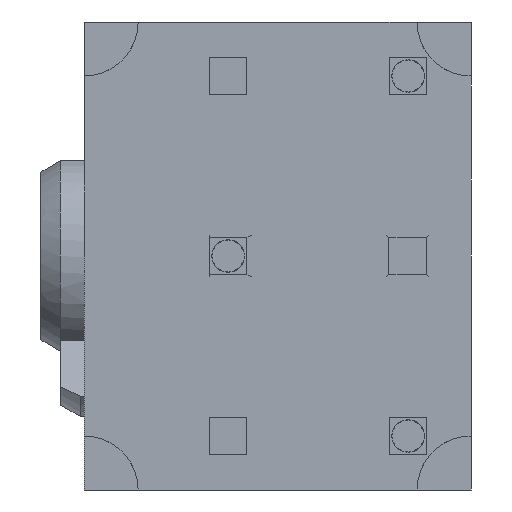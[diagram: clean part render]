
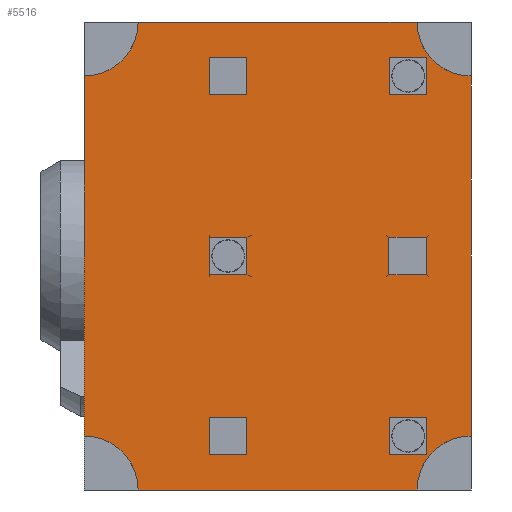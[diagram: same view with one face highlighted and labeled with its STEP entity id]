
A CAD part, left-side view. The second image highlights one B-rep face of the part: STEP entity #5516.
In plain terms, the highlighted free-form (B-spline) face has degree [1, 1] with [2, 2] control points.
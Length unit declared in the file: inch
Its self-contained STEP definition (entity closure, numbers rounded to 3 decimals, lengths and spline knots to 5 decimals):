
#15=DIRECTION('',(1.,0.,0.));
#16=VECTOR('',#15,0.2);
#17=CARTESIAN_POINT('',(-0.1,0.185,0.205));
#18=LINE('',#17,#16);
#73=CARTESIAN_POINT('',(-0.13,0.185,0.205));
#74=DIRECTION('',(0.,-1.,0.));
#75=DIRECTION('',(0.,0.,-1.));
#76=AXIS2_PLACEMENT_3D('',#73,#74,#75);
#81=CARTESIAN_POINT('',(-0.13,0.185,-0.01));
#82=DIRECTION('',(0.,-1.,0.));
#83=DIRECTION('',(1.,0.,0.));
#84=AXIS2_PLACEMENT_3D('',#81,#82,#83);
#89=CARTESIAN_POINT('',(0.13,0.185,-0.01));
#90=DIRECTION('',(0.,-1.,0.));
#91=DIRECTION('',(0.,0.,1.));
#92=AXIS2_PLACEMENT_3D('',#89,#90,#91);
#97=CARTESIAN_POINT('',(0.13,0.185,0.205));
#98=DIRECTION('',(0.,-1.,0.));
#99=DIRECTION('',(-1.,0.,0.));
#100=AXIS2_PLACEMENT_3D('',#97,#98,#99);
#105=DIRECTION('',(0.,0.,1.));
#106=VECTOR('',#105,0.021);
#107=CARTESIAN_POINT('',(0.0105,0.185,0.0595));
#108=LINE('',#107,#106);
#112=DIRECTION('',(1.,0.,0.));
#113=VECTOR('',#112,0.021);
#114=CARTESIAN_POINT('',(-0.0105,0.185,0.0595));
#115=LINE('',#114,#113);
#119=DIRECTION('',(0.,0.,-1.));
#120=VECTOR('',#119,0.021);
#121=CARTESIAN_POINT('',(-0.0105,0.185,0.0805));
#122=LINE('',#121,#120);
#126=DIRECTION('',(-1.,0.,0.));
#127=VECTOR('',#126,0.021);
#128=CARTESIAN_POINT('',(0.0105,0.185,0.0805));
#129=LINE('',#128,#127);
#133=DIRECTION('',(-1.,0.,0.));
#134=VECTOR('',#133,0.021);
#135=CARTESIAN_POINT('',(0.0105,0.185,0.1803));
#136=LINE('',#135,#134);
#140=DIRECTION('',(0.,0.,1.));
#141=VECTOR('',#140,0.021);
#142=CARTESIAN_POINT('',(0.0105,0.185,0.1593));
#143=LINE('',#142,#141);
#147=DIRECTION('',(1.,0.,0.));
#148=VECTOR('',#147,0.021);
#149=CARTESIAN_POINT('',(-0.0105,0.185,0.1593));
#150=LINE('',#149,#148);
#154=DIRECTION('',(0.,0.,-1.));
#155=VECTOR('',#154,0.021);
#156=CARTESIAN_POINT('',(-0.0105,0.185,0.1803));
#157=LINE('',#156,#155);
#161=DIRECTION('',(0.,0.,-1.));
#162=VECTOR('',#161,0.021);
#163=CARTESIAN_POINT('',(0.0895,0.185,0.0805));
#164=LINE('',#163,#162);
#168=DIRECTION('',(-1.,0.,0.));
#169=VECTOR('',#168,0.021);
#170=CARTESIAN_POINT('',(0.1105,0.185,0.0805));
#171=LINE('',#170,#169);
#175=DIRECTION('',(0.,0.,1.));
#176=VECTOR('',#175,0.021);
#177=CARTESIAN_POINT('',(0.1105,0.185,0.0595));
#178=LINE('',#177,#176);
#182=DIRECTION('',(1.,0.,0.));
#183=VECTOR('',#182,0.021);
#184=CARTESIAN_POINT('',(0.0895,0.185,0.0595));
#185=LINE('',#184,#183);
#189=DIRECTION('',(-1.,0.,0.));
#190=VECTOR('',#189,0.021);
#191=CARTESIAN_POINT('',(0.1105,0.185,0.1805));
#192=LINE('',#191,#190);
#196=DIRECTION('',(0.,0.,1.));
#197=VECTOR('',#196,0.021);
#198=CARTESIAN_POINT('',(0.1105,0.185,0.1595));
#199=LINE('',#198,#197);
#203=DIRECTION('',(1.,0.,0.));
#204=VECTOR('',#203,0.021);
#205=CARTESIAN_POINT('',(0.0895,0.185,0.1595));
#206=LINE('',#205,#204);
#210=DIRECTION('',(0.,0.,-1.));
#211=VECTOR('',#210,0.021);
#212=CARTESIAN_POINT('',(0.0895,0.185,0.1805));
#213=LINE('',#212,#211);
#217=DIRECTION('',(0.,0.,-1.));
#218=VECTOR('',#217,0.155);
#219=CARTESIAN_POINT('',(-0.13,0.185,0.175));
#220=LINE('',#219,#218);
#305=DIRECTION('',(1.,0.,0.));
#306=VECTOR('',#305,0.2);
#307=CARTESIAN_POINT('',(-0.1,0.185,-0.01));
#308=LINE('',#307,#306);
#3030=DIRECTION('',(-1.,0.,0.));
#3031=VECTOR('',#3030,0.021);
#3032=CARTESIAN_POINT('',(-0.0895,0.185,0.0595));
#3033=LINE('',#3032,#3031);
#3058=DIRECTION('',(0.,0.,1.));
#3059=VECTOR('',#3058,0.021);
#3060=CARTESIAN_POINT('',(-0.1105,0.185,0.0595));
#3061=LINE('',#3060,#3059);
#3072=DIRECTION('',(0.,0.,1.));
#3073=VECTOR('',#3072,0.021);
#3074=CARTESIAN_POINT('',(-0.1105,0.185,0.1595));
#3075=LINE('',#3074,#3073);
#3114=DIRECTION('',(1.,0.,0.));
#3115=VECTOR('',#3114,0.021);
#3116=CARTESIAN_POINT('',(-0.1105,0.185,0.0805));
#3117=LINE('',#3116,#3115);
#3135=DIRECTION('',(0.,0.,-1.));
#3136=VECTOR('',#3135,0.021);
#3137=CARTESIAN_POINT('',(-0.0895,0.185,0.0805));
#3138=LINE('',#3137,#3136);
#3163=DIRECTION('',(1.,0.,0.));
#3164=VECTOR('',#3163,0.021);
#3165=CARTESIAN_POINT('',(-0.1105,0.185,0.1805));
#3166=LINE('',#3165,#3164);
#3214=DIRECTION('',(0.,0.,-1.));
#3215=VECTOR('',#3214,0.021);
#3216=CARTESIAN_POINT('',(-0.0895,0.185,0.1805));
#3217=LINE('',#3216,#3215);
#3235=DIRECTION('',(-1.,0.,0.));
#3236=VECTOR('',#3235,0.021);
#3237=CARTESIAN_POINT('',(-0.0895,0.185,0.1595));
#3238=LINE('',#3237,#3236);
#3525=DIRECTION('',(0.,0.,-1.));
#3526=VECTOR('',#3525,0.155);
#3527=CARTESIAN_POINT('',(0.13,0.185,0.175));
#3528=LINE('',#3527,#3526);
#5070=CARTESIAN_POINT('',(-0.1,0.185,0.205));
#5071=CARTESIAN_POINT('',(0.1,0.185,0.205));
#5072=VERTEX_POINT('',#5070);
#5073=VERTEX_POINT('',#5071);
#5078=CARTESIAN_POINT('',(-0.1,0.185,-0.01));
#5079=CARTESIAN_POINT('',(0.1,0.185,-0.01));
#5080=VERTEX_POINT('',#5078);
#5081=VERTEX_POINT('',#5079);
#5086=CARTESIAN_POINT('',(-0.13,0.185,0.175));
#5087=CARTESIAN_POINT('',(-0.13,0.185,0.02));
#5088=VERTEX_POINT('',#5086);
#5089=VERTEX_POINT('',#5087);
#5098=CARTESIAN_POINT('',(0.13,0.185,0.175));
#5099=CARTESIAN_POINT('',(0.13,0.185,0.02));
#5100=VERTEX_POINT('',#5098);
#5101=VERTEX_POINT('',#5099);
#5102=CARTESIAN_POINT('',(-0.0895,0.185,0.0805));
#5103=CARTESIAN_POINT('',(-0.0895,0.185,0.0595));
#5104=VERTEX_POINT('',#5102);
#5105=VERTEX_POINT('',#5103);
#5106=CARTESIAN_POINT('',(-0.1105,0.185,0.0595));
#5107=VERTEX_POINT('',#5106);
#5108=CARTESIAN_POINT('',(-0.1105,0.185,0.0805));
#5109=VERTEX_POINT('',#5108);
#5110=CARTESIAN_POINT('',(-0.1105,0.185,0.1805));
#5111=CARTESIAN_POINT('',(-0.0895,0.185,0.1805));
#5112=VERTEX_POINT('',#5110);
#5113=VERTEX_POINT('',#5111);
#5114=CARTESIAN_POINT('',(-0.0895,0.185,0.1595));
#5115=VERTEX_POINT('',#5114);
#5116=CARTESIAN_POINT('',(-0.1105,0.185,0.1595));
#5117=VERTEX_POINT('',#5116);
#5122=CARTESIAN_POINT('',(0.0105,0.185,0.0595));
#5123=CARTESIAN_POINT('',(0.0105,0.185,0.0805));
#5124=VERTEX_POINT('',#5122);
#5125=VERTEX_POINT('',#5123);
#5126=CARTESIAN_POINT('',(-0.0105,0.185,0.0805));
#5127=VERTEX_POINT('',#5126);
#5128=CARTESIAN_POINT('',(-0.0105,0.185,0.0595));
#5129=VERTEX_POINT('',#5128);
#5130=CARTESIAN_POINT('',(0.0105,0.185,0.1803));
#5131=CARTESIAN_POINT('',(-0.0105,0.185,0.1803));
#5132=VERTEX_POINT('',#5130);
#5133=VERTEX_POINT('',#5131);
#5134=CARTESIAN_POINT('',(-0.0105,0.185,0.1593));
#5135=VERTEX_POINT('',#5134);
#5136=CARTESIAN_POINT('',(0.0105,0.185,0.1593));
#5137=VERTEX_POINT('',#5136);
#5162=CARTESIAN_POINT('',(0.0895,0.185,0.0805));
#5163=CARTESIAN_POINT('',(0.0895,0.185,0.0595));
#5164=VERTEX_POINT('',#5162);
#5165=VERTEX_POINT('',#5163);
#5166=CARTESIAN_POINT('',(0.1105,0.185,0.0595));
#5167=VERTEX_POINT('',#5166);
#5168=CARTESIAN_POINT('',(0.1105,0.185,0.0805));
#5169=VERTEX_POINT('',#5168);
#5170=CARTESIAN_POINT('',(0.1105,0.185,0.1805));
#5171=CARTESIAN_POINT('',(0.0895,0.185,0.1805));
#5172=VERTEX_POINT('',#5170);
#5173=VERTEX_POINT('',#5171);
#5174=CARTESIAN_POINT('',(0.0895,0.185,0.1595));
#5175=VERTEX_POINT('',#5174);
#5176=CARTESIAN_POINT('',(0.1105,0.185,0.1595));
#5177=VERTEX_POINT('',#5176);
#5435=CARTESIAN_POINT('',(-0.1352,0.185,0.2093));
#5436=CARTESIAN_POINT('',(-0.1352,0.185,-0.0143));
#5437=CARTESIAN_POINT('',(0.1352,0.185,0.2093));
#5438=CARTESIAN_POINT('',(0.1352,0.185,-0.0143));
#5439=B_SPLINE_SURFACE_WITH_KNOTS('',1,1,((#5435,#5436),(#5437,#5438)),
.UNSPECIFIED.,.F.,.F.,.F.,(2,2),(2,2),(-0.1352,0.1352),(-0.0043,0.2193),
.UNSPECIFIED.);
#5440=ORIENTED_EDGE('',*,*,#5417,.F.);
#5441=ORIENTED_EDGE('',*,*,#5407,.F.);
#5443=ORIENTED_EDGE('',*,*,#5442,.T.);
#5445=ORIENTED_EDGE('',*,*,#5444,.F.);
#5447=ORIENTED_EDGE('',*,*,#5446,.T.);
#5449=ORIENTED_EDGE('',*,*,#5448,.F.);
#5451=ORIENTED_EDGE('',*,*,#5450,.F.);
#5453=ORIENTED_EDGE('',*,*,#5452,.F.);
#5454=EDGE_LOOP('',(#5440,#5441,#5443,#5445,#5447,#5449,#5451,#5453));
#5455=FACE_OUTER_BOUND('',#5454,.F.);
#5457=ORIENTED_EDGE('',*,*,#5456,.T.);
#5459=ORIENTED_EDGE('',*,*,#5458,.T.);
#5461=ORIENTED_EDGE('',*,*,#5460,.T.);
#5463=ORIENTED_EDGE('',*,*,#5462,.T.);
#5464=EDGE_LOOP('',(#5457,#5459,#5461,#5463));
#5465=FACE_BOUND('',#5464,.F.);
#5467=ORIENTED_EDGE('',*,*,#5466,.T.);
#5469=ORIENTED_EDGE('',*,*,#5468,.T.);
#5471=ORIENTED_EDGE('',*,*,#5470,.T.);
#5473=ORIENTED_EDGE('',*,*,#5472,.T.);
#5474=EDGE_LOOP('',(#5467,#5469,#5471,#5473));
#5475=FACE_BOUND('',#5474,.F.);
#5477=ORIENTED_EDGE('',*,*,#5476,.F.);
#5479=ORIENTED_EDGE('',*,*,#5478,.F.);
#5481=ORIENTED_EDGE('',*,*,#5480,.F.);
#5483=ORIENTED_EDGE('',*,*,#5482,.F.);
#5484=EDGE_LOOP('',(#5477,#5479,#5481,#5483));
#5485=FACE_BOUND('',#5484,.F.);
#5487=ORIENTED_EDGE('',*,*,#5486,.F.);
#5489=ORIENTED_EDGE('',*,*,#5488,.F.);
#5491=ORIENTED_EDGE('',*,*,#5490,.F.);
#5493=ORIENTED_EDGE('',*,*,#5492,.F.);
#5494=EDGE_LOOP('',(#5487,#5489,#5491,#5493));
#5495=FACE_BOUND('',#5494,.F.);
#5497=ORIENTED_EDGE('',*,*,#5496,.F.);
#5499=ORIENTED_EDGE('',*,*,#5498,.F.);
#5501=ORIENTED_EDGE('',*,*,#5500,.F.);
#5503=ORIENTED_EDGE('',*,*,#5502,.F.);
#5504=EDGE_LOOP('',(#5497,#5499,#5501,#5503));
#5505=FACE_BOUND('',#5504,.F.);
#5507=ORIENTED_EDGE('',*,*,#5506,.F.);
#5509=ORIENTED_EDGE('',*,*,#5508,.F.);
#5511=ORIENTED_EDGE('',*,*,#5510,.F.);
#5513=ORIENTED_EDGE('',*,*,#5512,.F.);
#5514=EDGE_LOOP('',(#5507,#5509,#5511,#5513));
#5515=FACE_BOUND('',#5514,.F.);
#5516=ADVANCED_FACE('',(#5455,#5465,#5475,#5485,#5495,#5505,#5515),#5439,.T.);
#77=CIRCLE('',#76,0.03);
#85=CIRCLE('',#84,0.03);
#93=CIRCLE('',#92,0.03);
#101=CIRCLE('',#100,0.03);
#5407=EDGE_CURVE('',#5088,#5072,#77,.T.);
#5417=EDGE_CURVE('',#5072,#5073,#18,.T.);
#5442=EDGE_CURVE('',#5088,#5089,#220,.T.);
#5444=EDGE_CURVE('',#5080,#5089,#85,.T.);
#5446=EDGE_CURVE('',#5080,#5081,#308,.T.);
#5448=EDGE_CURVE('',#5101,#5081,#93,.T.);
#5450=EDGE_CURVE('',#5100,#5101,#3528,.T.);
#5452=EDGE_CURVE('',#5073,#5100,#101,.T.);
#5456=EDGE_CURVE('',#5104,#5105,#3138,.T.);
#5458=EDGE_CURVE('',#5105,#5107,#3033,.T.);
#5460=EDGE_CURVE('',#5107,#5109,#3061,.T.);
#5462=EDGE_CURVE('',#5109,#5104,#3117,.T.);
#5466=EDGE_CURVE('',#5112,#5113,#3166,.T.);
#5468=EDGE_CURVE('',#5113,#5115,#3217,.T.);
#5470=EDGE_CURVE('',#5115,#5117,#3238,.T.);
#5472=EDGE_CURVE('',#5117,#5112,#3075,.T.);
#5476=EDGE_CURVE('',#5124,#5125,#108,.T.);
#5478=EDGE_CURVE('',#5129,#5124,#115,.T.);
#5480=EDGE_CURVE('',#5127,#5129,#122,.T.);
#5482=EDGE_CURVE('',#5125,#5127,#129,.T.);
#5486=EDGE_CURVE('',#5132,#5133,#136,.T.);
#5488=EDGE_CURVE('',#5137,#5132,#143,.T.);
#5490=EDGE_CURVE('',#5135,#5137,#150,.T.);
#5492=EDGE_CURVE('',#5133,#5135,#157,.T.);
#5496=EDGE_CURVE('',#5164,#5165,#164,.T.);
#5498=EDGE_CURVE('',#5169,#5164,#171,.T.);
#5500=EDGE_CURVE('',#5167,#5169,#178,.T.);
#5502=EDGE_CURVE('',#5165,#5167,#185,.T.);
#5506=EDGE_CURVE('',#5172,#5173,#192,.T.);
#5508=EDGE_CURVE('',#5177,#5172,#199,.T.);
#5510=EDGE_CURVE('',#5175,#5177,#206,.T.);
#5512=EDGE_CURVE('',#5173,#5175,#213,.T.);
